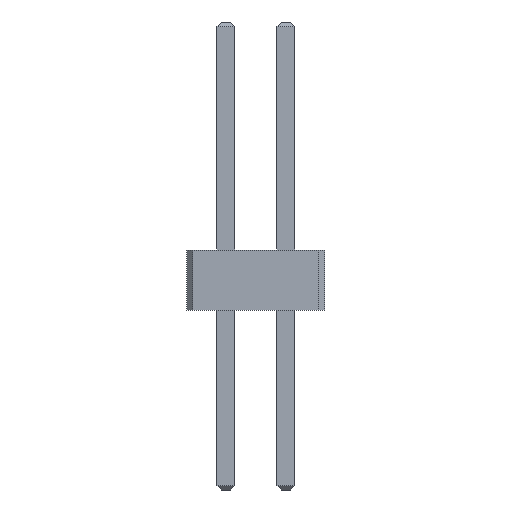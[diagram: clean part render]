
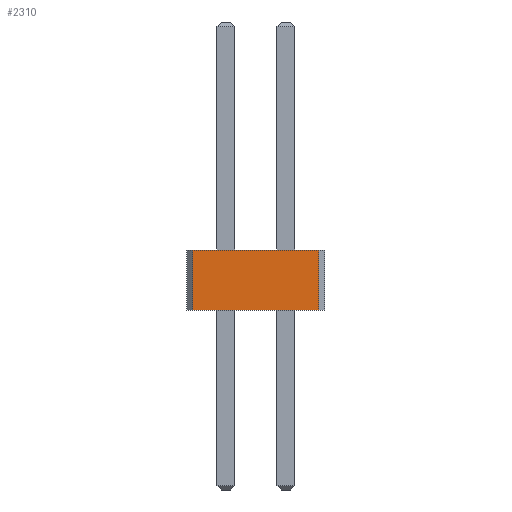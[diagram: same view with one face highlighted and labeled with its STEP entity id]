
A CAD part, front view. The second image highlights one B-rep face of the part: STEP entity #2310.
In plain terms, the highlighted planar face has unit normal (0, -1, 0).
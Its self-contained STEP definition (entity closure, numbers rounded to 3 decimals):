
#12=DIRECTION('',(0.,0.,1.));
#26=VECTOR('',#12,1.);
#88=DIRECTION('',(1.,0.,0.));
#232=VERTEX_POINT('',#233);
#233=CARTESIAN_POINT('',(-0.55,-9.5,0.));
#236=EDGE_CURVE('',#232,#237,#239,.T.);
#237=VERTEX_POINT('',#238);
#238=CARTESIAN_POINT('',(1.55,-9.5,0.));
#239=LINE('',#233,#240);
#240=VECTOR('',#88,1.);
#254=DIRECTION('',(0.,1.,0.));
#1061=VERTEX_POINT('',#1062);
#1062=CARTESIAN_POINT('',(-0.55,-9.5,1.));
#1064=ORIENTED_EDGE('',*,*,#1065,.T.);
#1065=EDGE_CURVE('',#1061,#1066,#1068,.T.);
#1066=VERTEX_POINT('',#1067);
#1067=CARTESIAN_POINT('',(1.55,-9.5,1.));
#1068=LINE('',#1062,#240);
#2295=EDGE_CURVE('',#232,#1061,#2296,.T.);
#2296=LINE('',#233,#26);
#2310=ADVANCED_FACE('',(#2311),#2318,.F.);
#2311=FACE_BOUND('',#2312,.F.);
#2312=EDGE_LOOP('',(#2313,#1064,#2314,#2317));
#2313=ORIENTED_EDGE('',*,*,#2295,.T.);
#2314=ORIENTED_EDGE('',*,*,#2315,.F.);
#2315=EDGE_CURVE('',#237,#1066,#2316,.T.);
#2316=LINE('',#238,#26);
#2317=ORIENTED_EDGE('',*,*,#236,.F.);
#2318=PLANE('',#2319);
#2319=AXIS2_PLACEMENT_3D('',#233,#254,#88);
